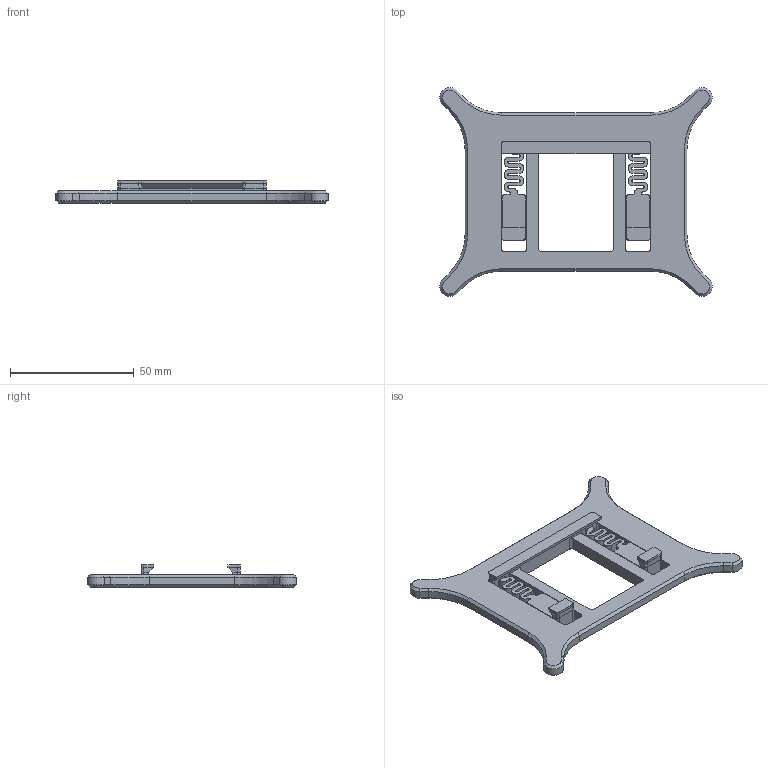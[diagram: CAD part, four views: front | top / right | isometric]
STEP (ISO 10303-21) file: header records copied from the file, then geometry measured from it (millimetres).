
FILE_DESCRIPTION(('FreeCAD Model'),'2;1');
FILE_NAME('Open CASCADE Shape Model','2025-06-05T22:40:26',('FreeCAD'),( 'FreeCAD'),'Open CASCADE STEP processor 7.7','FreeCAD','Unknown');
FILE_SCHEMA(('AUTOMOTIVE_DESIGN { 1 0 10303 214 1 1 1 1 }'));
Length unit declared in the file: millimetre
Products named in the file (1): Open CASCADE STEP translator 7.7 12
Bounding box: 109.82 x 84.27 x 9 mm (x, y, z)
Volume: 24090.1 mm3; surface area: 15299.5 mm2
Topology: 1 solids, 1 shells, 224 faces, 588 edges, 368 vertices
Faces by surface type: plane 108, cylinder 78, cone 24, bspline 14
Full cylindrical faces by diameter (mm): 4.4 x4
Entity records: 6888 total; most frequent: CARTESIAN_POINT 1289, ORIENTED_EDGE 1176, DIRECTION 1172, EDGE_CURVE 588, AXIS2_PLACEMENT_3D 391, LINE 390, VECTOR 390, VERTEX_POINT 368
